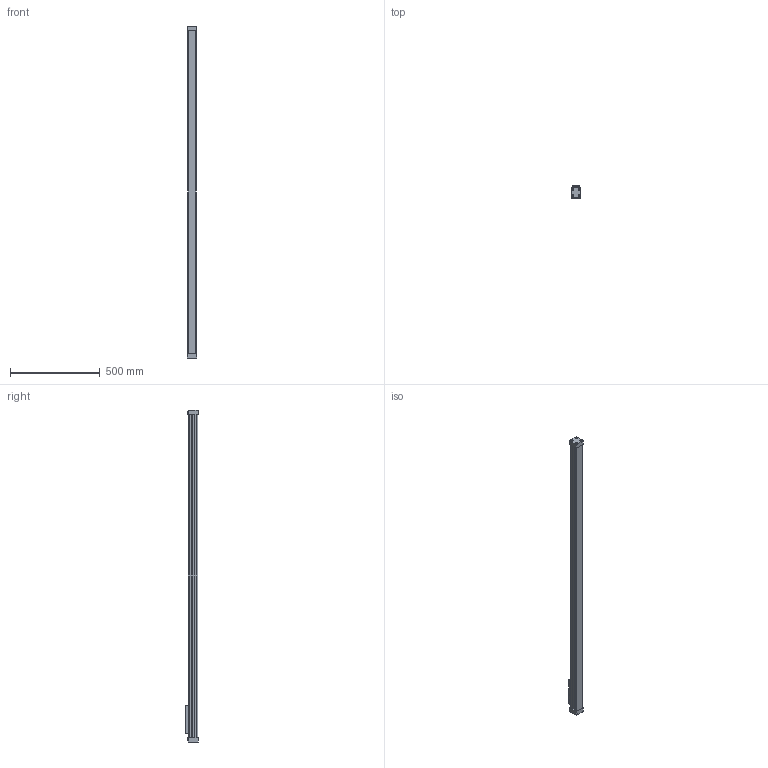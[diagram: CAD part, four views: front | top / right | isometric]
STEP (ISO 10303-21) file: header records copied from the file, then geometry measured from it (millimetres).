
FILE_DESCRIPTION(/* description */ ('Unknown'),/* implementation_level */ '2;1');
FILE_NAME(/* name */ '1605.32.1600.01.M',/* time_stamp */ '2021-02-10T15:27:12-05:00',/* author */ ('Unknown'),/* organization */ ('Unknown'),/* preprocessor_version */ 'ST-DEVELOPER v16.7',/* originating_system */ 'Solid Edge',/* authorisation */ 'Unknown');
FILE_SCHEMA (('AUTOMOTIVE_DESIGN {1 0 10303 214 3 1 1}'));
Length unit declared in the file: millimetre
Products named in the file (3): 1605.32.1600.01.M; CILINDRO Ø32 C0; CARRELLO Ø32
Assembly tree (2 placements, depth 2):
  1605.32.1600.01.M
    CILINDRO Ø32 C0
    CARRELLO Ø32
Bounding box: 55 x 70 x 1850 mm (x, y, z)
Volume: 4487626.6 mm3; surface area: 420398.2 mm2
Topology: 2 solids, 2 shells, 220 faces, 488 edges, 320 vertices
Faces by surface type: plane 182, cylinder 38
Full cylindrical faces by diameter (mm): 4.134 x8, 4.917 x8, 5.3 x2, 11.445 x2, 13 x8, 13.5 x8, 18.5 x2
Entity records: 5886 total; most frequent: CARTESIAN_POINT 993, DIRECTION 972, ORIENTED_EDGE 900, EDGE_CURVE 450, LINE 374, VECTOR 374, VERTEX_POINT 320, EDGE_LOOP 306
